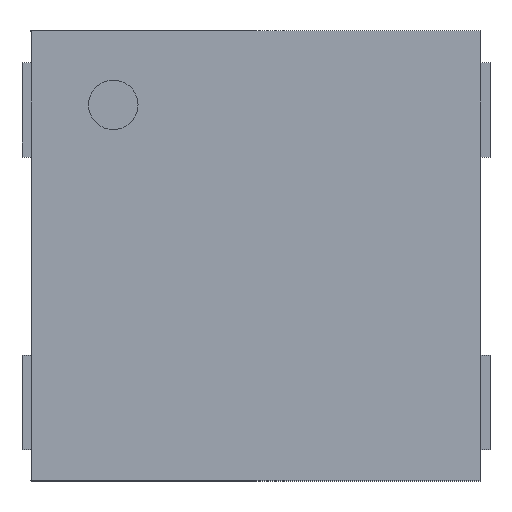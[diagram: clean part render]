
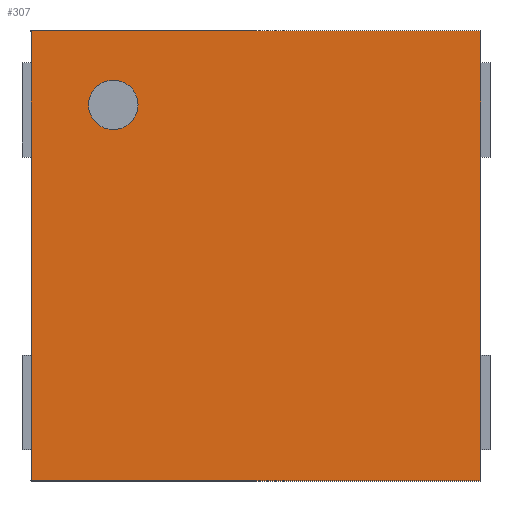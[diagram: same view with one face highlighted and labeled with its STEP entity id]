
A CAD part, top view. The second image highlights one B-rep face of the part: STEP entity #307.
In plain terms, the highlighted planar face has unit normal (0, 0, 1).
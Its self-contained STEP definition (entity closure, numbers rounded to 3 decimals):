
#16=FACE_BOUND('',#67,.T.);
#22=PLANE('',#345);
#46=FACE_OUTER_BOUND('',#66,.T.);
#66=EDGE_LOOP('',(#243,#244,#245,#246));
#67=EDGE_LOOP('',(#247));
#84=LINE('',#457,#121);
#87=LINE('',#463,#124);
#90=LINE('',#469,#127);
#93=LINE('',#473,#130);
#121=VECTOR('',#374,10.);
#124=VECTOR('',#379,10.);
#127=VECTOR('',#384,10.);
#130=VECTOR('',#389,10.);
#156=CIRCLE('',#339,0.055);
#158=VERTEX_POINT('',#446);
#161=VERTEX_POINT('',#454);
#162=VERTEX_POINT('',#456);
#164=VERTEX_POINT('',#462);
#166=VERTEX_POINT('',#468);
#185=EDGE_CURVE('',#158,#158,#156,.T.);
#188=EDGE_CURVE('',#162,#161,#84,.T.);
#191=EDGE_CURVE('',#164,#162,#87,.T.);
#194=EDGE_CURVE('',#166,#164,#90,.T.);
#197=EDGE_CURVE('',#161,#166,#93,.T.);
#243=ORIENTED_EDGE('',*,*,#197,.T.);
#244=ORIENTED_EDGE('',*,*,#194,.T.);
#245=ORIENTED_EDGE('',*,*,#191,.T.);
#246=ORIENTED_EDGE('',*,*,#188,.T.);
#247=ORIENTED_EDGE('',*,*,#185,.T.);
#307=ADVANCED_FACE('',(#46,#16),#22,.T.);
#339=AXIS2_PLACEMENT_3D('',#448,#366,#367);
#345=AXIS2_PLACEMENT_3D('',#474,#390,#391);
#366=DIRECTION('center_axis',(0.,0.,-1.));
#367=DIRECTION('ref_axis',(-1.,0.,0.));
#374=DIRECTION('',(-1.,0.,0.));
#379=DIRECTION('',(0.,1.,0.));
#384=DIRECTION('',(1.,0.,0.));
#389=DIRECTION('',(0.,-1.,0.));
#390=DIRECTION('center_axis',(0.,0.,1.));
#391=DIRECTION('ref_axis',(1.,0.,0.));
#446=CARTESIAN_POINT('',(0.238,0.835,0.4));
#448=CARTESIAN_POINT('Origin',(0.183,0.835,0.4));
#454=CARTESIAN_POINT('',(0.,1.,0.4));
#456=CARTESIAN_POINT('',(1.,1.,0.4));
#457=CARTESIAN_POINT('',(1.,1.,0.4));
#462=CARTESIAN_POINT('',(1.,0.,0.4));
#463=CARTESIAN_POINT('',(1.,0.,0.4));
#468=CARTESIAN_POINT('',(0.,0.,0.4));
#469=CARTESIAN_POINT('',(0.,0.,0.4));
#473=CARTESIAN_POINT('',(0.,1.,0.4));
#474=CARTESIAN_POINT('Origin',(0.5,0.5,0.4));
